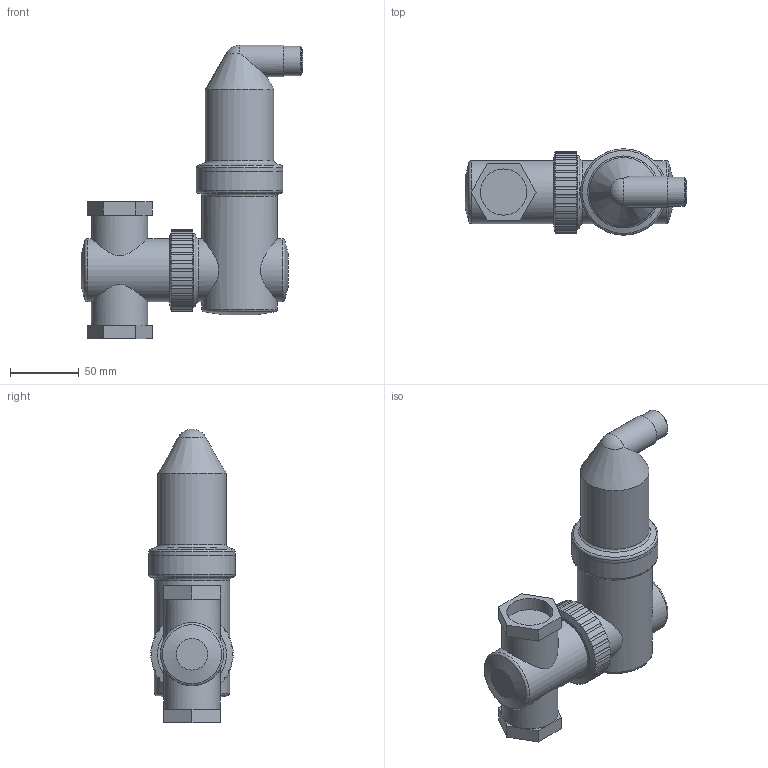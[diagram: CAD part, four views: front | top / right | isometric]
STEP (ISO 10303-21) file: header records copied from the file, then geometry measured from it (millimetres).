
FILE_DESCRIPTION(/* description */ (''),/* implementation_level */ '2;1');
FILE_NAME(/* name */ '3d_ExvoidAT1-9257230.stp',/* time_stamp */ '2019-06-14T10:42:24+02:00',/* author */ ('Andrzej'),/* organization */ (''),/* preprocessor_version */ 'ST-DEVELOPER v16.13',/* originating_system */ 'AutoCAD Mechanical',/* authorisation */ '');
FILE_SCHEMA (('AUTOMOTIVE_DESIGN { 1 0 10303 214 3 1 1 }'));
Length unit declared in the file: millimetre
Products named in the file (1): Product
Bounding box: 161.5 x 63 x 214 mm (x, y, z)
Volume: 669013.4 mm3; surface area: 71345.3 mm2
Topology: 2 solids, 2 shells, 140 faces, 351 edges, 224 vertices
Faces by surface type: cylinder 75, plane 47, torus 9, cone 8, sphere 1
Full cylindrical faces by diameter (mm): 16.662 x1, 21.3 x1, 23 x1, 33.7 x2, 41 x2, 46 x3, 50 x1, 54 x1, 55 x1, 63 x2
Entity records: 4886 total; most frequent: CARTESIAN_POINT 1666, DIRECTION 694, ORIENTED_EDGE 610, EDGE_CURVE 305, AXIS2_PLACEMENT_3D 283, VERTEX_POINT 212, EDGE_LOOP 183, CIRCLE 142
